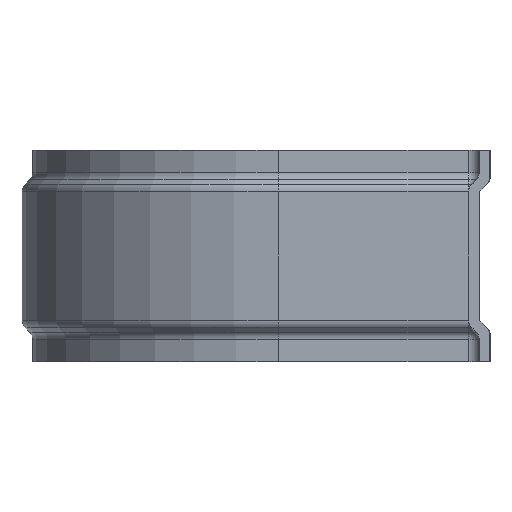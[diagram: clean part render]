
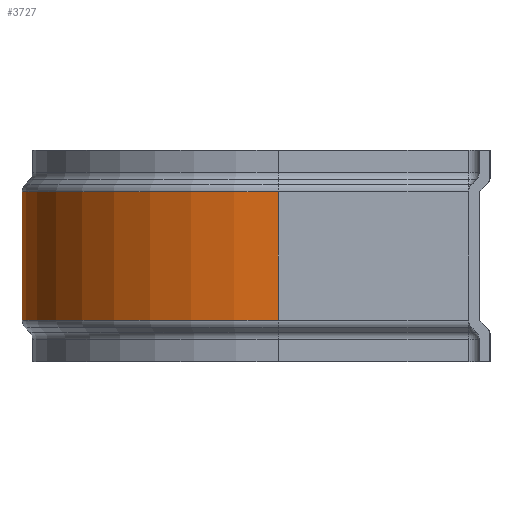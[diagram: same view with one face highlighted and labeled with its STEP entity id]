
A CAD part, left-side view. The second image highlights one B-rep face of the part: STEP entity #3727.
In plain terms, the highlighted cylindrical face has radius 48.45 mm (diameter 96.9 mm), a partial arc.
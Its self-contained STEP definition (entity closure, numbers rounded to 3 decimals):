
#64 = EDGE_CURVE ( 'NONE', #1728, #522, #675, .T. ) ;
#83 = CYLINDRICAL_SURFACE ( 'NONE', #180, 48.45 ) ;
#103 = DIRECTION ( 'NONE',  ( 0., 0., 1. ) ) ;
#155 = AXIS2_PLACEMENT_3D ( 'NONE', #957, #2617, #3843 ) ;
#180 = AXIS2_PLACEMENT_3D ( 'NONE', #2158, #103, #3691 ) ;
#211 = DIRECTION ( 'NONE',  ( 0., 0., 1. ) ) ;
#522 = VERTEX_POINT ( 'NONE', #1434 ) ;
#675 = LINE ( 'NONE', #2492, #3740 ) ;
#686 = AXIS2_PLACEMENT_3D ( 'NONE', #2290, #211, #1411 ) ;
#882 = ORIENTED_EDGE ( 'NONE', *, *, #2299, .T. ) ;
#957 = CARTESIAN_POINT ( 'NONE',  ( 0., 40., 12.172 ) ) ;
#981 = CARTESIAN_POINT ( 'NONE',  ( -48.45, 40., 12.172 ) ) ;
#1191 = EDGE_CURVE ( 'NONE', #1237, #1978, #2412, .T. ) ;
#1237 = VERTEX_POINT ( 'NONE', #2511 ) ;
#1246 = ORIENTED_EDGE ( 'NONE', *, *, #2884, .F. ) ;
#1411 = DIRECTION ( 'NONE',  ( 0., 1., 0. ) ) ;
#1431 = CIRCLE ( 'NONE', #686, 48.45 ) ;
#1434 = CARTESIAN_POINT ( 'NONE',  ( -48.45, 40., -12.172 ) ) ;
#1711 = EDGE_LOOP ( 'NONE', ( #882, #3431, #1246, #1782 ) ) ;
#1728 = VERTEX_POINT ( 'NONE', #981 ) ;
#1782 = ORIENTED_EDGE ( 'NONE', *, *, #1191, .F. ) ;
#1861 = DIRECTION ( 'NONE',  ( 0., 0., -1. ) ) ;
#1978 = VERTEX_POINT ( 'NONE', #2050 ) ;
#2050 = CARTESIAN_POINT ( 'NONE',  ( 48.45, 40., 12.172 ) ) ;
#2134 = CARTESIAN_POINT ( 'NONE',  ( 48.45, 40., 12.172 ) ) ;
#2158 = CARTESIAN_POINT ( 'NONE',  ( 0., 40., 0. ) ) ;
#2290 = CARTESIAN_POINT ( 'NONE',  ( 0., 40., -12.172 ) ) ;
#2299 = EDGE_CURVE ( 'NONE', #1237, #522, #1431, .T. ) ;
#2412 = LINE ( 'NONE', #2134, #2588 ) ;
#2476 = FACE_OUTER_BOUND ( 'NONE', #1711, .T. ) ;
#2492 = CARTESIAN_POINT ( 'NONE',  ( -48.45, 40., 12.172 ) ) ;
#2511 = CARTESIAN_POINT ( 'NONE',  ( 48.45, 40., -12.172 ) ) ;
#2588 = VECTOR ( 'NONE', #3542, 1000. ) ;
#2617 = DIRECTION ( 'NONE',  ( 0., 0., 1. ) ) ;
#2785 = CIRCLE ( 'NONE', #155, 48.45 ) ;
#2884 = EDGE_CURVE ( 'NONE', #1978, #1728, #2785, .T. ) ;
#3431 = ORIENTED_EDGE ( 'NONE', *, *, #64, .F. ) ;
#3542 = DIRECTION ( 'NONE',  ( 0., 0., 1. ) ) ;
#3691 = DIRECTION ( 'NONE',  ( 1., 0., 0. ) ) ;
#3727 = ADVANCED_FACE ( 'NONE', ( #2476 ), #83, .T. ) ;
#3740 = VECTOR ( 'NONE', #1861, 1000. ) ;
#3843 = DIRECTION ( 'NONE',  ( 0., 1., 0. ) ) ;
